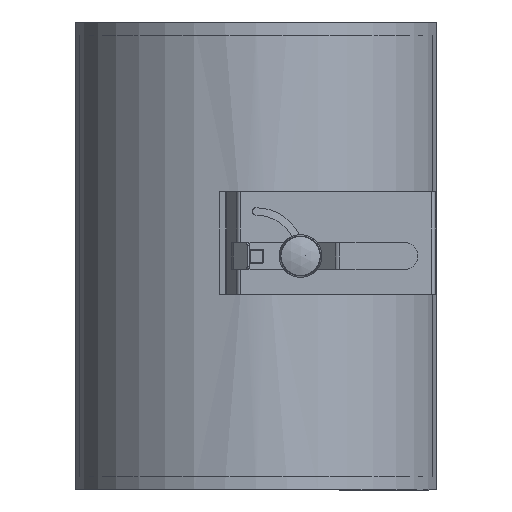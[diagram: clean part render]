
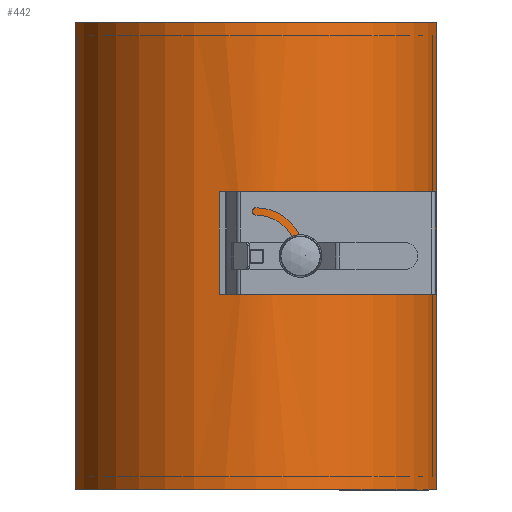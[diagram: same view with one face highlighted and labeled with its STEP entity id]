
A CAD part, left-side view. The second image highlights one B-rep face of the part: STEP entity #442.
In plain terms, the highlighted cylindrical face has radius 206.9 mm (diameter 413.8 mm), a partial arc.
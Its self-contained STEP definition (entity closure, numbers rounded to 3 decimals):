
#240=CARTESIAN_POINT('',(-206.9,0.,14.));
#241=VERTEX_POINT('',#240);
#249=CARTESIAN_POINT('',(-206.9,0.,14.));
#250=CARTESIAN_POINT('',(-206.9,-3.211,14.));
#251=CARTESIAN_POINT('',(-206.816,-6.41,12.859));
#252=CARTESIAN_POINT('',(-206.709,-8.892,10.829));
#253=CARTESIAN_POINT('',(-206.6,-11.421,8.76));
#254=CARTESIAN_POINT('',(-206.48,-13.185,5.781));
#255=CARTESIAN_POINT('',(-206.44,-13.785,2.572));
#256=CARTESIAN_POINT('',(-206.401,-14.379,-0.603));
#257=CARTESIAN_POINT('',(-206.443,-13.83,-3.979));
#258=CARTESIAN_POINT('',(-206.536,-12.259,-6.802));
#259=CARTESIAN_POINT('',(-206.629,-10.694,-9.616));
#260=CARTESIAN_POINT('',(-206.762,-8.125,-11.86));
#261=CARTESIAN_POINT('',(-206.837,-5.121,-13.035));
#262=CARTESIAN_POINT('',(-206.911,-2.137,-14.202));
#263=CARTESIAN_POINT('',(-206.919,1.255,-14.306));
#264=CARTESIAN_POINT('',(-206.855,4.306,-13.325));
#265=CARTESIAN_POINT('',(-206.79,7.455,-12.312));
#266=CARTESIAN_POINT('',(-206.655,10.216,-10.147));
#267=CARTESIAN_POINT('',(-206.555,11.947,-7.336));
#268=CARTESIAN_POINT('',(-206.457,13.633,-4.597));
#269=CARTESIAN_POINT('',(-206.403,14.332,-1.267));
#270=CARTESIAN_POINT('',(-206.433,13.891,1.917));
#271=CARTESIAN_POINT('',(-206.464,13.433,5.23));
#272=CARTESIAN_POINT('',(-206.582,11.741,8.359));
#273=CARTESIAN_POINT('',(-206.695,9.216,10.556));
#274=CARTESIAN_POINT('',(-206.807,6.691,12.753));
#275=CARTESIAN_POINT('',(-206.9,3.353,14.));
#276=CARTESIAN_POINT('',(-206.9,0.,14.));
#277=B_SPLINE_CURVE_WITH_KNOTS('',3,(#249,#250,#251,#252,#253,#254,#255,#256,#257,#258,#259,#260,#261,#262,#263,#264,#265,#266,#267,#268,#269,#270,#271,#272,#273,#274,#275,#276),.UNSPECIFIED.,.T.,.U.,(4,3,3,3,3,3,3,3,3,4),(-3.142,-2.455,-1.756,-1.063,-0.374,0.312,1.019,1.708,2.425,3.142),.UNSPECIFIED.);
#278=EDGE_CURVE('',#241,#241,#277,.T.);
#300=CARTESIAN_POINT('',(-40.575,202.883,262.5));
#301=VERTEX_POINT('',#300);
#308=CARTESIAN_POINT('',(-40.575,-202.883,262.5));
#309=VERTEX_POINT('',#308);
#310=CARTESIAN_POINT('',(0.,0.,262.5));
#311=DIRECTION('',(0.,0.,1.0));
#312=DIRECTION('',(-0.196,0.981,0.));
#313=AXIS2_PLACEMENT_3D('',#310,#311,#312);
#314=CIRCLE('',#313,206.9);
#315=EDGE_CURVE('',#301,#309,#314,.T.);
#339=CARTESIAN_POINT('',(-40.575,202.883,-262.5));
#340=VERTEX_POINT('',#339);
#347=CARTESIAN_POINT('',(-40.575,202.883,-262.5));
#348=DIRECTION('',(0.0,0.0,1.0));
#349=VECTOR('',#348,525.);
#350=LINE('',#347,#349);
#351=EDGE_CURVE('',#340,#301,#350,.T.);
#371=CARTESIAN_POINT('',(-40.575,-202.883,-262.5));
#372=VERTEX_POINT('',#371);
#379=CARTESIAN_POINT('',(0.,0.,-262.5));
#380=DIRECTION('',(0.,0.,1.0));
#381=DIRECTION('',(-0.196,0.981,0.));
#382=AXIS2_PLACEMENT_3D('',#379,#380,#381);
#383=CIRCLE('',#382,206.9);
#384=EDGE_CURVE('',#340,#372,#383,.T.);
#402=CARTESIAN_POINT('',(-40.575,-202.883,-262.5));
#403=DIRECTION('',(0.0,0.0,1.0));
#404=VECTOR('',#403,525.);
#405=LINE('',#402,#404);
#406=EDGE_CURVE('',#372,#309,#405,.T.);
#428=CARTESIAN_POINT('',(0.,0.,0.));
#429=DIRECTION('',(0.,0.,1.0));
#430=DIRECTION('',(-0.196,0.981,0.));
#431=AXIS2_PLACEMENT_3D('',#428,#429,#430);
#432=CYLINDRICAL_SURFACE('',#431,206.9);
#433=ORIENTED_EDGE('',*,*,#278,.T.);
#434=EDGE_LOOP('',(#433));
#435=FACE_OUTER_BOUND('',#434,.T.);
#436=ORIENTED_EDGE('',*,*,#406,.T.);
#437=ORIENTED_EDGE('',*,*,#315,.F.);
#438=ORIENTED_EDGE('',*,*,#351,.F.);
#439=ORIENTED_EDGE('',*,*,#384,.T.);
#440=EDGE_LOOP('',(#436,#437,#438,#439));
#441=FACE_BOUND('',#440,.T.);
#442=ADVANCED_FACE('',(#435,#441),#432,.T.);
